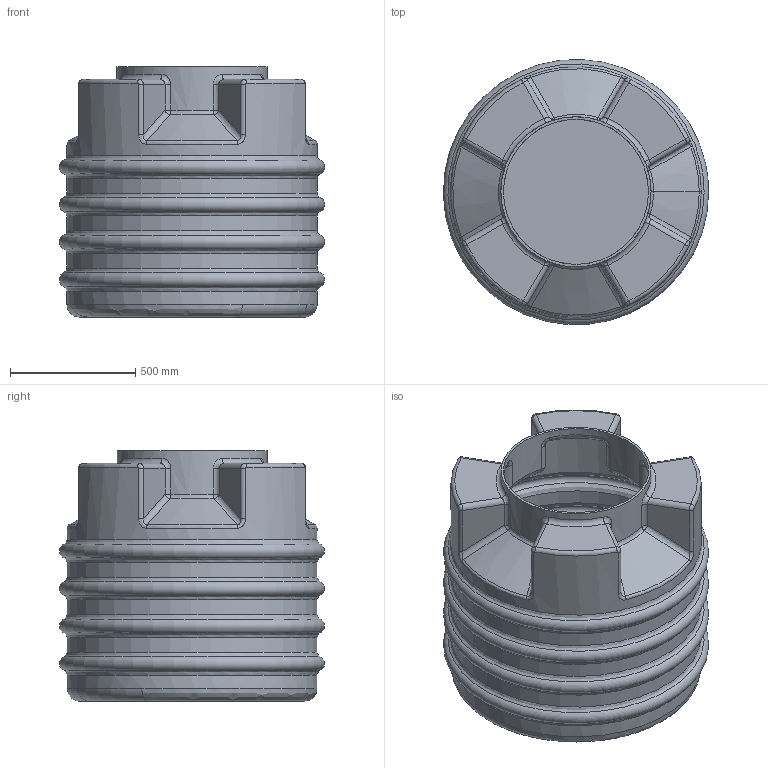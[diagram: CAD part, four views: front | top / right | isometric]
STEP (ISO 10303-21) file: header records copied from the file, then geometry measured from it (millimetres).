
FILE_DESCRIPTION(('FreeCAD Model'),'2;1');
FILE_NAME('file1.step','2019-02-07T07:03:07',( 'Author'),(''),'Open CASCADE STEP processor 7.2','FreeCAD','Unknown' );
FILE_SCHEMA(('AUTOMOTIVE_DESIGN { 1 0 10303 214 1 1 1 1 }'));
Products named in the file (1): Body
Bounding box: 1059.81 x 1058.28 x 1000 mm (x, y, z)
Volume: 45579694.5 mm3; surface area: 9135514.4 mm2
Topology: 1 solids, 1 shells, 251 faces, 575 edges, 326 vertices
Faces by surface type: cylinder 60, offset 59, bspline 59, torus 36, plane 27, cone 10
Full cylindrical faces by diameter (mm): 580 x1, 600 x1, 980 x5, 1000 x5
Entity records: 41031 total; most frequent: CARTESIAN_POINT 31028, DIRECTION 1403, ORIENTED_EDGE 1148, PCURVE 1148, DEFINITIONAL_REPRESENTATION 1148, LINE 851, VECTOR 851, EDGE_CURVE 574
